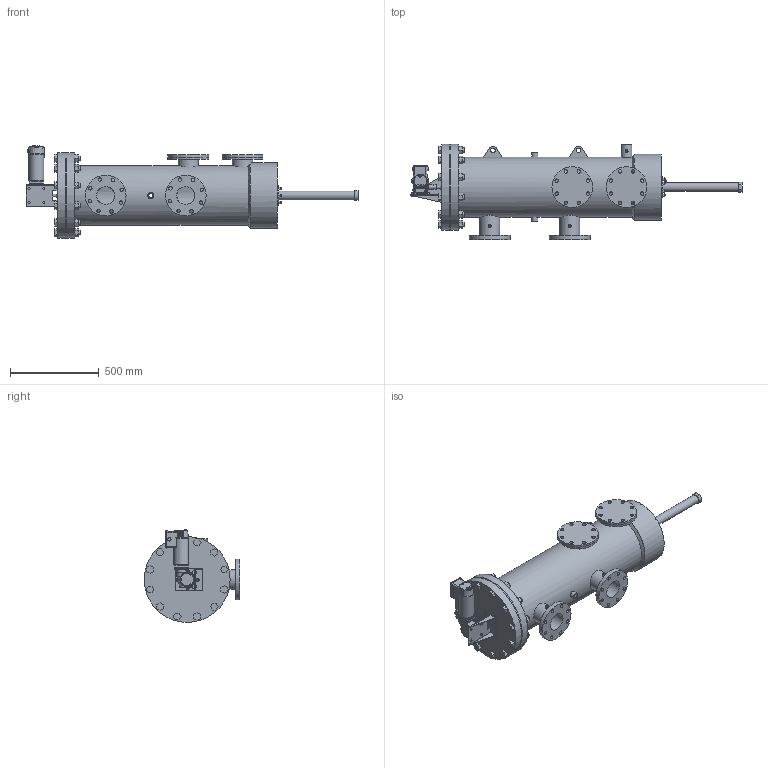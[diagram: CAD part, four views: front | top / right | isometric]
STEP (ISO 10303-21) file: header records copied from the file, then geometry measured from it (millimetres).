
FILE_DESCRIPTION (( 'STEP AP203' ), '1' );
FILE_NAME ('A4-180-FRP-LP.STEP', '2020-09-16T23:11:00', ( '' ), ( '' ), 'SwSTEP 2.0', 'SolidWorks 2018', '' );
FILE_SCHEMA (( 'CONFIG_CONTROL_DESIGN' ));
Length unit declared in the file: millimetre
Products named in the file (8): simp2; A4-FRP-180 for LP; simp; A4-180-FRP-LP; Washdown mounting bracket; Washdown drive shaft; reduced size motor; Motor assem
Assembly tree (13 placements, depth 3):
  A4-180-FRP-LP
    A4-FRP-180 for LP
    Motor assem
      Washdown drive shaft
      Washdown mounting bracket
      reduced size motor
      simp  x4
      simp2  x4
Bounding box: 1865.71 x 536.7 x 521.9 mm (x, y, z)
Volume: 27466121 mm3; surface area: 5192497 mm2
Topology: 45 solids, 45 shells, 1153 faces, 2864 edges, 1880 vertices
Faces by surface type: plane 748, cylinder 301, bspline 47, torus 37, cone 16, sphere 4
Full cylindrical faces by diameter (mm): 3.175 x1, 3.454 x2, 4.166 x2, 6 x4, 6.35 x12, 6.604 x1, 7.874 x4, 8.411 x6, 9.525 x16, 9.53 x4, 12.7 x1, 16.002 x1, 16.35 x6, 17.125 x4, 19.05 x50, 20.031 x1, 25.4 x53, 35.4 x2, 38.366 x2, 48.366 x1, 48.579 x1, 50.8 x2, 60.8 x1, 76.533 x2, 77.375 x1, 83.235 x1, 101.506 x1, 101.6 x1, 104.3 x2, 111.506 x1
Entity records: 38364 total; most frequent: CARTESIAN_POINT 13073, DIRECTION 4768, ORIENTED_EDGE 4724, EDGE_CURVE 2362, VERTEX_POINT 1668, AXIS2_PLACEMENT_3D 1633, EDGE_LOOP 1594, VECTOR 1502
